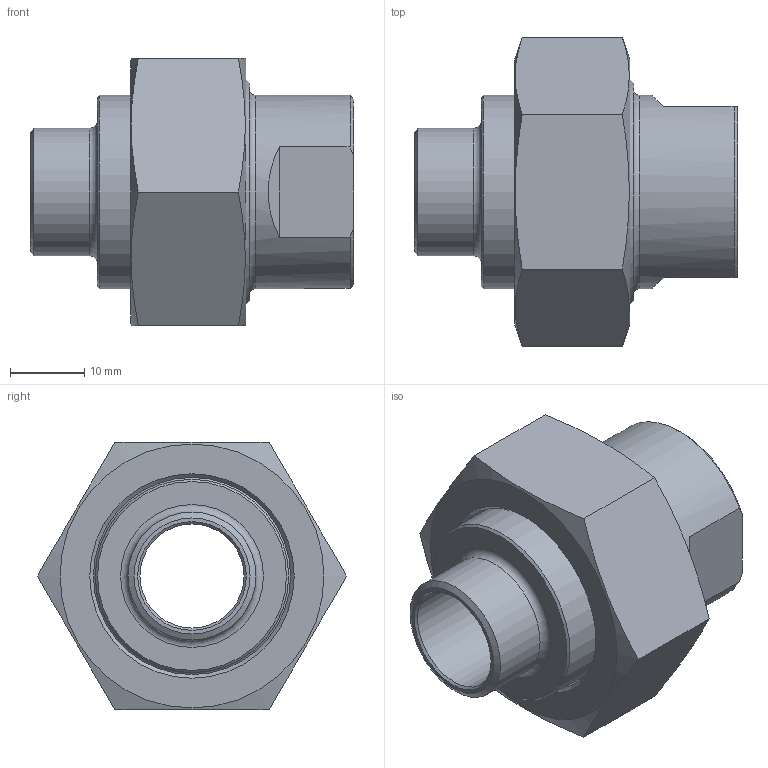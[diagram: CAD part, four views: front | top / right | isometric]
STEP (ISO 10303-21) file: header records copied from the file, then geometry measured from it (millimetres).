
FILE_DESCRIPTION(/* description */ (''),/* implementation_level */ '2;1');
FILE_NAME(/* name */ '3D_R134-SE-G-17.2-DN15_17101810.stp',/* time_stamp */ '2021-06-25T13:54:04+02:00',/* author */ ('cad'),/* organization */ (''),/* preprocessor_version */ 'ST-DEVELOPER v18.1',/* originating_system */ 'Autodesk Inventor 2022',/* authorisation */ '');
FILE_SCHEMA (('AUTOMOTIVE_DESIGN { 1 0 10303 214 3 1 1 }'));
Length unit declared in the file: millimetre
Products named in the file (4): 3D_R134-SE-G-17.2-DN15_17101810; 3D_R134-M-DN15_171011610; 3D_R134-G-DN15_171011310; 3D_R134-SE-17.2-21.3_171011211
Assembly tree (3 placements, depth 2):
  3D_R134-SE-G-17.2-DN15_17101810
    3D_R134-M-DN15_171011610
    3D_R134-G-DN15_171011310
    3D_R134-SE-17.2-21.3_171011211
Bounding box: 43.5 x 41.57 x 36 mm (x, y, z)
Volume: 19720.1 mm3; surface area: 12089 mm2
Topology: 3 solids, 3 shells, 59 faces, 131 edges, 85 vertices
Faces by surface type: plane 23, cone 18, cylinder 10, torus 8
Full cylindrical faces by diameter (mm): 14 x1, 17.2 x1, 18.631 x1, 19.2 x1, 26 x2, 26.5 x1, 29.5 x1, 30.376 x1, 31.85 x1
Entity records: 1803 total; most frequent: DIRECTION 322, CARTESIAN_POINT 314, ORIENTED_EDGE 262, AXIS2_PLACEMENT_3D 141, EDGE_CURVE 131, VERTEX_POINT 85, CIRCLE 73, EDGE_LOOP 72
